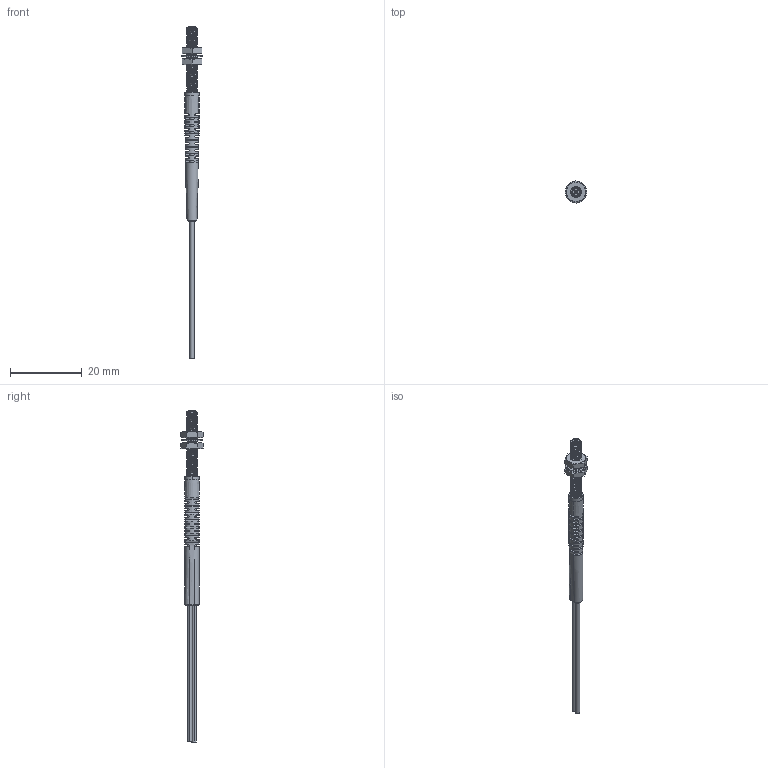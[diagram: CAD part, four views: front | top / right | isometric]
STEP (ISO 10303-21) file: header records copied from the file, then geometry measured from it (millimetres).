
FILE_DESCRIPTION((''),'2;1');
FILE_NAME('161884_ASM','2012-02-17T',('banengservice'),('BANNER ENGINEERING'),'PRO/ENGINEER BY PARAMETRIC TECHNOLOGY CORPORATION, 2009141','PRO/ENGINEER BY PARAMETRIC TECHNOLOGY CORPORATION, 2009141','');
FILE_SCHEMA(('CONFIG_CONTROL_DESIGN'));
Length unit declared in the file: inch
Products named in the file (4): 16112_AF1; 08396_M3X0; 08393_M3_ITLW_NI_PLATE; 161884_ASM
Assembly tree (4 placements, depth 2):
  161884_ASM
    16112_AF1
    08396_M3X0  x2
    08393_M3_ITLW_NI_PLATE
Bounding box: 5.99 x 6.35 x 92.53 mm (x, y, z)
Volume: 642.4 mm3; surface area: 1857.1 mm2
Topology: 4 solids, 4 shells, 406 faces, 1152 edges, 747 vertices
Faces by surface type: cylinder 194, plane 105, bspline 56, cone 50, extrusion 1
Entity records: 20778 total; most frequent: CARTESIAN_POINT 11617, ORIENTED_EDGE 2168, DIRECTION 1511, EDGE_CURVE 1084, VERTEX_POINT 709, AXIS2_PLACEMENT_3D 553, B_SPLINE_CURVE_WITH_KNOTS 453, VECTOR 405
